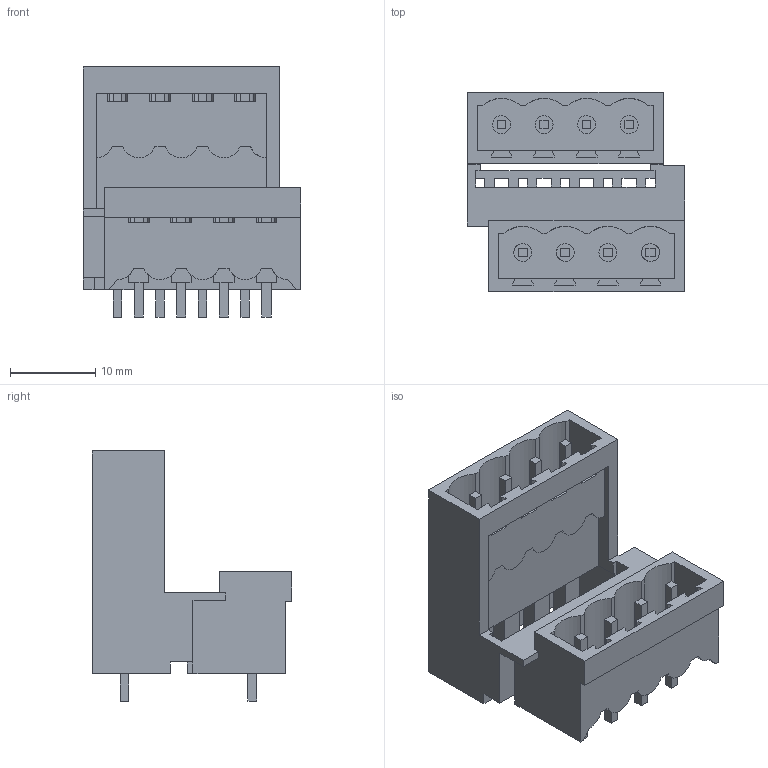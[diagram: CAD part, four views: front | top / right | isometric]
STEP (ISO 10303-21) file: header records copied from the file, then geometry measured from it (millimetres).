
FILE_DESCRIPTION(('CATIA V5 STEP Exchange','CAx-IF Rec.Pracs.--- Model Styling and Organization---1.2---2011-12-15'),'2;1');
FILE_NAME ('D1457622_0_1862370000_1862370000.stp','2018-03-29T10:31:41+00:00',('none'),('Weidmueller'),'CATIA Version 5-6 Release 2014','CATIA V5 STEP AP214','none');
FILE_SCHEMA(('AUTOMOTIVE_DESIGN { 1 0 10303 214 1 1 1 1 }'));
Length unit declared in the file: millimetre
Products named in the file (1): 1862370000
Bounding box: 25.5 x 23.43 x 29.36 mm (x, y, z)
Volume: 4090.4 mm3; surface area: 6793.6 mm2
Topology: 9 solids, 9 shells, 343 faces, 1115 edges, 773 vertices
Faces by surface type: plane 309, cylinder 32, extrusion 2
Entity records: 12300 total; most frequent: CARTESIAN_POINT 2265, ORIENTED_EDGE 2230, DIRECTION 1672, EDGE_CURVE 1115, VECTOR 975, LINE 973, VERTEX_POINT 773, AXIS2_PLACEMENT_3D 414
